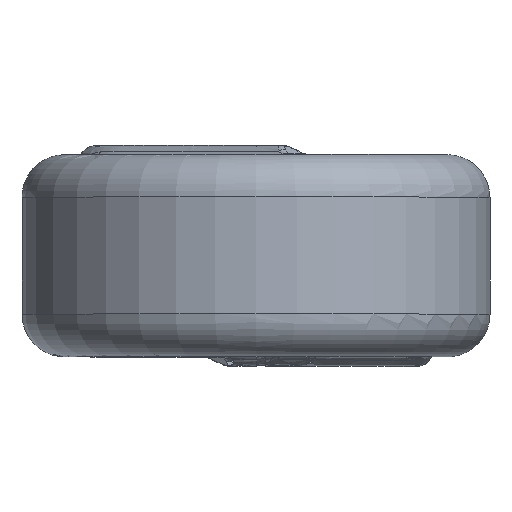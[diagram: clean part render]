
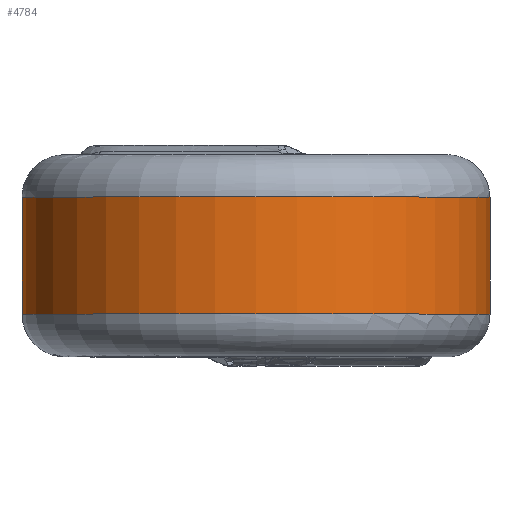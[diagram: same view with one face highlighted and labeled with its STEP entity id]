
A CAD part, top view. The second image highlights one B-rep face of the part: STEP entity #4784.
In plain terms, the highlighted cylindrical face has radius 5.5 mm (diameter 11 mm), a full revolution.
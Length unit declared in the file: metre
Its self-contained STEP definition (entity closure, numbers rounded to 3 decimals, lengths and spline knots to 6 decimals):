
#41=CIRCLE('',#4988,0.0055);
#42=CIRCLE('',#4991,0.0055);
#85=CYLINDRICAL_SURFACE('',#4992,0.0055);
#951=ORIENTED_EDGE('',*,*,#1932,.T.);
#952=ORIENTED_EDGE('',*,*,#1925,.F.);
#1925=EDGE_CURVE('',#2416,#2416,#41,.T.);
#1932=EDGE_CURVE('',#2421,#2421,#42,.T.);
#2416=VERTEX_POINT('',#7725);
#2421=VERTEX_POINT('',#7776);
#2841=EDGE_LOOP('',(#951));
#2842=EDGE_LOOP('',(#952));
#3068=FACE_BOUND('',#2841,.T.);
#3069=FACE_BOUND('',#2842,.T.);
#4784=ADVANCED_FACE('',(#3068,#3069),#85,.T.);
#4988=AXIS2_PLACEMENT_3D('',#7724,#5269,#5270);
#4991=AXIS2_PLACEMENT_3D('',#7775,#5276,#5277);
#4992=AXIS2_PLACEMENT_3D('',#7777,#5278,#5279);
#5269=DIRECTION('',(0.,1.,0.));
#5270=DIRECTION('',(0.,0.,1.));
#5276=DIRECTION('',(0.,1.,0.));
#5277=DIRECTION('',(0.,0.,1.));
#5278=DIRECTION('',(0.,1.,0.));
#5279=DIRECTION('',(0.,0.,1.));
#7724=CARTESIAN_POINT('',(0.,0.001375,0.));
#7725=CARTESIAN_POINT('',(0.,0.001375,0.0055));
#7775=CARTESIAN_POINT('',(0.,-0.001375,0.));
#7776=CARTESIAN_POINT('',(0.,-0.001375,0.0055));
#7777=CARTESIAN_POINT('',(0.,-0.002375,0.));
